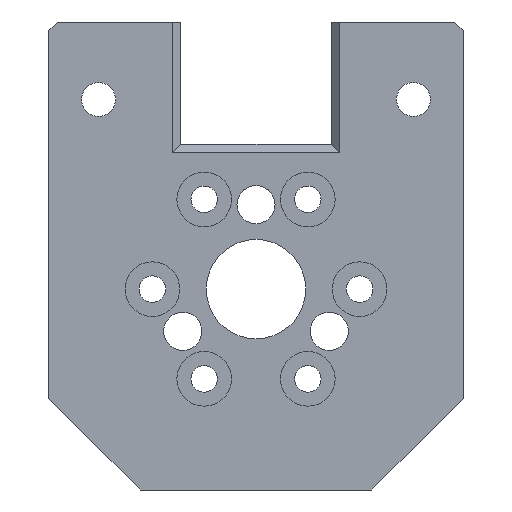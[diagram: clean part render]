
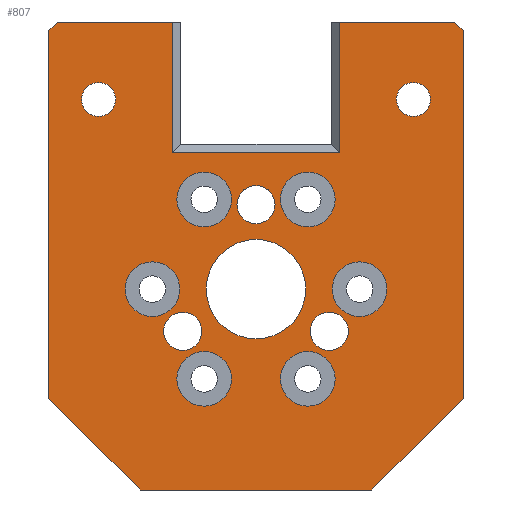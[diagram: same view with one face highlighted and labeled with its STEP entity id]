
A CAD part, left-side view. The second image highlights one B-rep face of the part: STEP entity #807.
In plain terms, the highlighted planar face has unit normal (-1, 0, 0).
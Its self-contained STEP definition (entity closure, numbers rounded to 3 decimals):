
#22=PLANE('',#898);
#47=FACE_BOUND('',#153,.T.);
#48=FACE_BOUND('',#154,.T.);
#49=FACE_BOUND('',#155,.T.);
#50=FACE_BOUND('',#156,.T.);
#51=FACE_BOUND('',#157,.T.);
#52=FACE_BOUND('',#158,.T.);
#53=FACE_BOUND('',#159,.T.);
#54=FACE_BOUND('',#160,.T.);
#55=FACE_BOUND('',#161,.T.);
#56=FACE_BOUND('',#162,.T.);
#57=FACE_BOUND('',#163,.T.);
#58=FACE_BOUND('',#164,.T.);
#99=FACE_OUTER_BOUND('',#152,.T.);
#152=EDGE_LOOP('',(#632,#633,#634,#635,#636,#637,#638,#639,#640,#641,#642,
#643));
#153=EDGE_LOOP('',(#644));
#154=EDGE_LOOP('',(#645));
#155=EDGE_LOOP('',(#646));
#156=EDGE_LOOP('',(#647));
#157=EDGE_LOOP('',(#648));
#158=EDGE_LOOP('',(#649));
#159=EDGE_LOOP('',(#650));
#160=EDGE_LOOP('',(#651));
#161=EDGE_LOOP('',(#652));
#162=EDGE_LOOP('',(#653));
#163=EDGE_LOOP('',(#654));
#164=EDGE_LOOP('',(#655));
#218=LINE('',#1313,#282);
#222=LINE('',#1321,#286);
#223=LINE('',#1323,#287);
#224=LINE('',#1325,#288);
#225=LINE('',#1327,#289);
#226=LINE('',#1329,#290);
#227=LINE('',#1331,#291);
#228=LINE('',#1333,#292);
#229=LINE('',#1335,#293);
#230=LINE('',#1337,#294);
#231=LINE('',#1339,#295);
#232=LINE('',#1340,#296);
#282=VECTOR('',#1057,10.);
#286=VECTOR('',#1063,10.);
#287=VECTOR('',#1064,10.);
#288=VECTOR('',#1065,10.);
#289=VECTOR('',#1066,10.);
#290=VECTOR('',#1067,10.);
#291=VECTOR('',#1068,10.);
#292=VECTOR('',#1069,10.);
#293=VECTOR('',#1070,10.);
#294=VECTOR('',#1071,10.);
#295=VECTOR('',#1072,10.);
#296=VECTOR('',#1073,10.);
#330=CIRCLE('',#845,2.3);
#332=CIRCLE('',#848,2.3);
#334=CIRCLE('',#851,2.3);
#339=CIRCLE('',#859,3.3);
#343=CIRCLE('',#866,3.3);
#347=CIRCLE('',#873,3.3);
#351=CIRCLE('',#880,3.3);
#355=CIRCLE('',#887,3.3);
#359=CIRCLE('',#894,3.3);
#361=CIRCLE('',#899,6.);
#362=CIRCLE('',#900,2.05);
#363=CIRCLE('',#901,2.05);
#371=VERTEX_POINT('',#1173);
#373=VERTEX_POINT('',#1179);
#377=VERTEX_POINT('',#1223);
#382=VERTEX_POINT('',#1238);
#386=VERTEX_POINT('',#1251);
#390=VERTEX_POINT('',#1264);
#394=VERTEX_POINT('',#1277);
#398=VERTEX_POINT('',#1290);
#402=VERTEX_POINT('',#1303);
#404=VERTEX_POINT('',#1311);
#405=VERTEX_POINT('',#1312);
#408=VERTEX_POINT('',#1320);
#409=VERTEX_POINT('',#1322);
#410=VERTEX_POINT('',#1324);
#411=VERTEX_POINT('',#1326);
#412=VERTEX_POINT('',#1328);
#413=VERTEX_POINT('',#1330);
#414=VERTEX_POINT('',#1332);
#415=VERTEX_POINT('',#1334);
#416=VERTEX_POINT('',#1336);
#417=VERTEX_POINT('',#1338);
#418=VERTEX_POINT('',#1341);
#419=VERTEX_POINT('',#1343);
#420=VERTEX_POINT('',#1345);
#442=EDGE_CURVE('',#371,#371,#330,.T.);
#445=EDGE_CURVE('',#373,#373,#332,.T.);
#450=EDGE_CURVE('',#377,#377,#334,.T.);
#457=EDGE_CURVE('',#382,#382,#339,.T.);
#463=EDGE_CURVE('',#386,#386,#343,.T.);
#469=EDGE_CURVE('',#390,#390,#347,.T.);
#475=EDGE_CURVE('',#394,#394,#351,.T.);
#481=EDGE_CURVE('',#398,#398,#355,.T.);
#487=EDGE_CURVE('',#402,#402,#359,.T.);
#491=EDGE_CURVE('',#404,#405,#218,.T.);
#495=EDGE_CURVE('',#408,#404,#222,.T.);
#496=EDGE_CURVE('',#408,#409,#223,.T.);
#497=EDGE_CURVE('',#410,#409,#224,.T.);
#498=EDGE_CURVE('',#410,#411,#225,.F.);
#499=EDGE_CURVE('',#411,#412,#226,.T.);
#500=EDGE_CURVE('',#412,#413,#227,.F.);
#501=EDGE_CURVE('',#413,#414,#228,.T.);
#502=EDGE_CURVE('',#414,#415,#229,.F.);
#503=EDGE_CURVE('',#416,#415,#230,.T.);
#504=EDGE_CURVE('',#416,#417,#231,.T.);
#505=EDGE_CURVE('',#405,#417,#232,.T.);
#506=EDGE_CURVE('',#418,#418,#361,.F.);
#507=EDGE_CURVE('',#419,#419,#362,.T.);
#508=EDGE_CURVE('',#420,#420,#363,.T.);
#632=ORIENTED_EDGE('',*,*,#491,.F.);
#633=ORIENTED_EDGE('',*,*,#495,.F.);
#634=ORIENTED_EDGE('',*,*,#496,.T.);
#635=ORIENTED_EDGE('',*,*,#497,.F.);
#636=ORIENTED_EDGE('',*,*,#498,.T.);
#637=ORIENTED_EDGE('',*,*,#499,.T.);
#638=ORIENTED_EDGE('',*,*,#500,.T.);
#639=ORIENTED_EDGE('',*,*,#501,.T.);
#640=ORIENTED_EDGE('',*,*,#502,.T.);
#641=ORIENTED_EDGE('',*,*,#503,.F.);
#642=ORIENTED_EDGE('',*,*,#504,.T.);
#643=ORIENTED_EDGE('',*,*,#505,.F.);
#644=ORIENTED_EDGE('',*,*,#442,.T.);
#645=ORIENTED_EDGE('',*,*,#445,.T.);
#646=ORIENTED_EDGE('',*,*,#450,.T.);
#647=ORIENTED_EDGE('',*,*,#457,.T.);
#648=ORIENTED_EDGE('',*,*,#463,.T.);
#649=ORIENTED_EDGE('',*,*,#469,.T.);
#650=ORIENTED_EDGE('',*,*,#475,.T.);
#651=ORIENTED_EDGE('',*,*,#481,.T.);
#652=ORIENTED_EDGE('',*,*,#487,.T.);
#653=ORIENTED_EDGE('',*,*,#506,.T.);
#654=ORIENTED_EDGE('',*,*,#507,.T.);
#655=ORIENTED_EDGE('',*,*,#508,.T.);
#807=ADVANCED_FACE('',(#99,#47,#48,#49,#50,#51,#52,#53,#54,#55,#56,#57,
#58),#22,.T.);
#845=AXIS2_PLACEMENT_3D('',#1174,#935,#936);
#848=AXIS2_PLACEMENT_3D('',#1180,#942,#943);
#851=AXIS2_PLACEMENT_3D('',#1224,#949,#950);
#859=AXIS2_PLACEMENT_3D('',#1239,#967,#968);
#866=AXIS2_PLACEMENT_3D('',#1252,#983,#984);
#873=AXIS2_PLACEMENT_3D('',#1265,#999,#1000);
#880=AXIS2_PLACEMENT_3D('',#1278,#1015,#1016);
#887=AXIS2_PLACEMENT_3D('',#1291,#1031,#1032);
#894=AXIS2_PLACEMENT_3D('',#1304,#1047,#1048);
#898=AXIS2_PLACEMENT_3D('',#1319,#1061,#1062);
#899=AXIS2_PLACEMENT_3D('',#1342,#1074,#1075);
#900=AXIS2_PLACEMENT_3D('',#1344,#1076,#1077);
#901=AXIS2_PLACEMENT_3D('',#1346,#1078,#1079);
#935=DIRECTION('center_axis',(1.,0.,0.));
#936=DIRECTION('ref_axis',(0.,0.,1.));
#942=DIRECTION('center_axis',(1.,0.,0.));
#943=DIRECTION('ref_axis',(0.,0.,1.));
#949=DIRECTION('center_axis',(1.,0.,0.));
#950=DIRECTION('ref_axis',(0.,0.,1.));
#967=DIRECTION('center_axis',(1.,0.,0.));
#968=DIRECTION('ref_axis',(0.,-1.,0.));
#983=DIRECTION('center_axis',(1.,0.,0.));
#984=DIRECTION('ref_axis',(0.,-1.,0.));
#999=DIRECTION('center_axis',(1.,0.,0.));
#1000=DIRECTION('ref_axis',(0.,-1.,0.));
#1015=DIRECTION('center_axis',(1.,0.,0.));
#1016=DIRECTION('ref_axis',(0.,-1.,0.));
#1031=DIRECTION('center_axis',(1.,0.,0.));
#1032=DIRECTION('ref_axis',(0.,-1.,0.));
#1047=DIRECTION('center_axis',(1.,0.,0.));
#1048=DIRECTION('ref_axis',(0.,-1.,0.));
#1057=DIRECTION('',(0.,-1.,0.));
#1061=DIRECTION('center_axis',(-1.,0.,0.));
#1062=DIRECTION('ref_axis',(0.,0.,1.));
#1063=DIRECTION('',(0.,0.,-1.));
#1064=DIRECTION('',(0.,1.,0.));
#1065=DIRECTION('',(0.,-0.707,0.707));
#1066=DIRECTION('',(0.,0.,1.));
#1067=DIRECTION('',(0.,-0.707,-0.707));
#1068=DIRECTION('',(0.,1.,0.));
#1069=DIRECTION('',(0.,-0.707,0.707));
#1070=DIRECTION('',(0.,0.,-1.));
#1071=DIRECTION('',(0.,-0.707,-0.707));
#1072=DIRECTION('',(0.,1.,0.));
#1073=DIRECTION('',(0.,0.,1.));
#1074=DIRECTION('center_axis',(-1.,0.,0.));
#1075=DIRECTION('ref_axis',(0.,0.,1.));
#1076=DIRECTION('center_axis',(1.,0.,0.));
#1077=DIRECTION('ref_axis',(0.,1.,0.));
#1078=DIRECTION('center_axis',(1.,0.,0.));
#1079=DIRECTION('ref_axis',(0.,1.,0.));
#1173=CARTESIAN_POINT('',(54.8,8.842,7.845));
#1174=CARTESIAN_POINT('Origin',(54.8,8.842,10.145));
#1179=CARTESIAN_POINT('',(54.8,0.,23.16));
#1180=CARTESIAN_POINT('Origin',(54.8,0.,25.46));
#1223=CARTESIAN_POINT('',(54.8,-8.842,7.845));
#1224=CARTESIAN_POINT('Origin',(54.8,-8.842,10.145));
#1238=CARTESIAN_POINT('',(54.8,-9.21,15.25));
#1239=CARTESIAN_POINT('Origin',(54.8,-12.51,15.25));
#1251=CARTESIAN_POINT('',(54.8,9.555,26.084));
#1252=CARTESIAN_POINT('Origin',(54.8,6.255,26.084));
#1264=CARTESIAN_POINT('',(54.8,9.555,4.416));
#1265=CARTESIAN_POINT('Origin',(54.8,6.255,4.416));
#1277=CARTESIAN_POINT('',(54.8,15.81,15.25));
#1278=CARTESIAN_POINT('Origin',(54.8,12.51,15.25));
#1290=CARTESIAN_POINT('',(54.8,-2.955,26.084));
#1291=CARTESIAN_POINT('Origin',(54.8,-6.255,26.084));
#1303=CARTESIAN_POINT('',(54.8,-2.955,4.416));
#1304=CARTESIAN_POINT('Origin',(54.8,-6.255,4.416));
#1311=CARTESIAN_POINT('',(54.8,10.1,31.75));
#1312=CARTESIAN_POINT('',(54.8,-10.1,31.75));
#1313=CARTESIAN_POINT('',(54.8,0.,31.75));
#1319=CARTESIAN_POINT('Origin',(54.8,0.,18.25));
#1320=CARTESIAN_POINT('',(54.8,10.1,47.5));
#1321=CARTESIAN_POINT('',(54.8,10.1,32.875));
#1322=CARTESIAN_POINT('',(54.8,24.,47.5));
#1323=CARTESIAN_POINT('',(54.8,-26.,47.5));
#1324=CARTESIAN_POINT('',(54.8,25.,46.5));
#1325=CARTESIAN_POINT('',(54.8,25.562,45.937));
#1326=CARTESIAN_POINT('',(54.8,25.,2.));
#1327=CARTESIAN_POINT('',(54.8,25.,32.875));
#1328=CARTESIAN_POINT('',(54.8,14.,-9.));
#1329=CARTESIAN_POINT('',(54.8,12.,-11.));
#1330=CARTESIAN_POINT('',(54.8,-14.,-9.));
#1331=CARTESIAN_POINT('',(54.8,6.,-9.));
#1332=CARTESIAN_POINT('',(54.8,-25.,2.));
#1333=CARTESIAN_POINT('',(54.8,-12.,-11.));
#1334=CARTESIAN_POINT('',(54.8,-25.,46.5));
#1335=CARTESIAN_POINT('',(54.8,-25.,10.625));
#1336=CARTESIAN_POINT('',(54.8,-24.,47.5));
#1337=CARTESIAN_POINT('',(54.8,-25.562,45.937));
#1338=CARTESIAN_POINT('',(54.8,-10.1,47.5));
#1339=CARTESIAN_POINT('',(54.8,-26.,47.5));
#1340=CARTESIAN_POINT('',(54.8,-10.1,32.875));
#1341=CARTESIAN_POINT('',(54.8,0.,9.25));
#1342=CARTESIAN_POINT('Origin',(54.8,0.,15.25));
#1343=CARTESIAN_POINT('',(54.8,16.95,38.15));
#1344=CARTESIAN_POINT('Origin',(54.8,19.,38.15));
#1345=CARTESIAN_POINT('',(54.8,-21.05,38.15));
#1346=CARTESIAN_POINT('Origin',(54.8,-19.,38.15));
